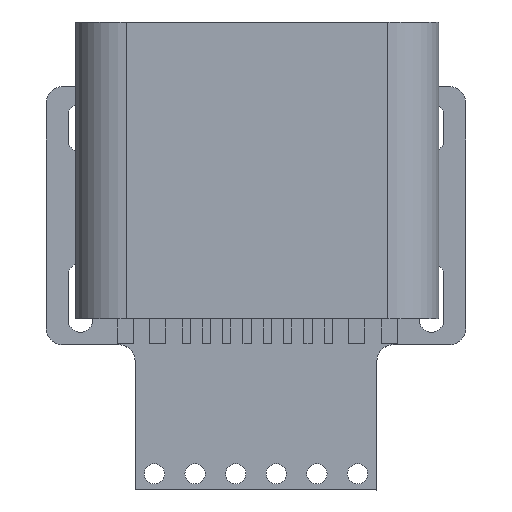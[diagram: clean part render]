
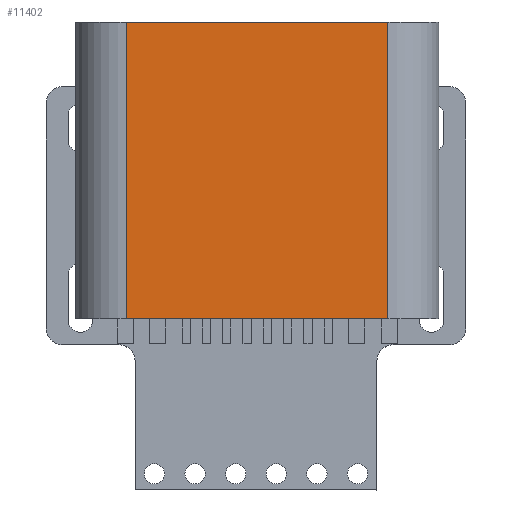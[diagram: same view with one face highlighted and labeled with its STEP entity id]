
A CAD part, top view. The second image highlights one B-rep face of the part: STEP entity #11402.
In plain terms, the highlighted face is planar.
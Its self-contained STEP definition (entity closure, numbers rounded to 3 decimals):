
#2125 = PLANE('',#2126);
#2126 = AXIS2_PLACEMENT_3D('',#2127,#2128,#2129);
#2127 = CARTESIAN_POINT('',(4.47,1.605,-7.3));
#2128 = DIRECTION('',(0.,0.,-1.));
#2129 = DIRECTION('',(-1.,0.,0.));
#4360 = VERTEX_POINT('',#4361);
#4361 = CARTESIAN_POINT('',(1.255,3.21,-7.3));
#4380 = CYLINDRICAL_SURFACE('',#4381,1.255);
#4381 = AXIS2_PLACEMENT_3D('',#4382,#4383,#4384);
#4382 = CARTESIAN_POINT('',(1.255,1.955,0.));
#4383 = DIRECTION('',(0.,0.,-1.));
#4384 = DIRECTION('',(-0.707,0.707,0.));
#4414 = EDGE_CURVE('',#4360,#4415,#4417,.T.);
#4415 = VERTEX_POINT('',#4416);
#4416 = CARTESIAN_POINT('',(7.685,3.21,-7.3));
#4417 = SURFACE_CURVE('',#4418,(#4422,#4429),.PCURVE_S1.);
#4418 = LINE('',#4419,#4420);
#4419 = CARTESIAN_POINT('',(8.94,3.21,-7.3));
#4420 = VECTOR('',#4421,1.);
#4421 = DIRECTION('',(1.,0.,0.));
#4422 = PCURVE('',#2125,#4423);
#4423 = DEFINITIONAL_REPRESENTATION('',(#4424),#4428);
#4424 = LINE('',#4425,#4426);
#4425 = CARTESIAN_POINT('',(-4.47,1.605));
#4426 = VECTOR('',#4427,1.);
#4427 = DIRECTION('',(-1.,0.));
#4428 = ( GEOMETRIC_REPRESENTATION_CONTEXT(2) 
PARAMETRIC_REPRESENTATION_CONTEXT() REPRESENTATION_CONTEXT('2D SPACE',''
  ) );
#4429 = PCURVE('',#4430,#4435);
#4430 = PLANE('',#4431);
#4431 = AXIS2_PLACEMENT_3D('',#4432,#4433,#4434);
#4432 = CARTESIAN_POINT('',(0.,3.21,0.));
#4433 = DIRECTION('',(0.,1.,0.));
#4434 = DIRECTION('',(1.,0.,0.));
#4435 = DEFINITIONAL_REPRESENTATION('',(#4436),#4440);
#4436 = LINE('',#4437,#4438);
#4437 = CARTESIAN_POINT('',(8.94,7.3));
#4438 = VECTOR('',#4439,1.);
#4439 = DIRECTION('',(1.,0.));
#4440 = ( GEOMETRIC_REPRESENTATION_CONTEXT(2) 
PARAMETRIC_REPRESENTATION_CONTEXT() REPRESENTATION_CONTEXT('2D SPACE',''
  ) );
#4463 = CYLINDRICAL_SURFACE('',#4464,1.255);
#4464 = AXIS2_PLACEMENT_3D('',#4465,#4466,#4467);
#4465 = CARTESIAN_POINT('',(7.685,1.955,0.));
#4466 = DIRECTION('',(0.,0.,-1.));
#4467 = DIRECTION('',(0.707,0.707,0.));
#6590 = PLANE('',#6591);
#6591 = AXIS2_PLACEMENT_3D('',#6592,#6593,#6594);
#6592 = CARTESIAN_POINT('',(4.47,1.605,0.));
#6593 = DIRECTION('',(0.,0.,1.));
#6594 = DIRECTION('',(1.,0.,0.));
#11088 = VERTEX_POINT('',#11089);
#11089 = CARTESIAN_POINT('',(7.685,3.21,0.));
#11137 = EDGE_CURVE('',#11088,#11138,#11140,.T.);
#11138 = VERTEX_POINT('',#11139);
#11139 = CARTESIAN_POINT('',(1.255,3.21,0.));
#11140 = SURFACE_CURVE('',#11141,(#11145,#11152),.PCURVE_S1.);
#11141 = LINE('',#11142,#11143);
#11142 = CARTESIAN_POINT('',(8.94,3.21,0.));
#11143 = VECTOR('',#11144,1.);
#11144 = DIRECTION('',(-1.,0.,0.));
#11145 = PCURVE('',#6590,#11146);
#11146 = DEFINITIONAL_REPRESENTATION('',(#11147),#11151);
#11147 = LINE('',#11148,#11149);
#11148 = CARTESIAN_POINT('',(4.47,1.605));
#11149 = VECTOR('',#11150,1.);
#11150 = DIRECTION('',(-1.,0.));
#11151 = ( GEOMETRIC_REPRESENTATION_CONTEXT(2) 
PARAMETRIC_REPRESENTATION_CONTEXT() REPRESENTATION_CONTEXT('2D SPACE',''
  ) );
#11152 = PCURVE('',#4430,#11153);
#11153 = DEFINITIONAL_REPRESENTATION('',(#11154),#11158);
#11154 = LINE('',#11155,#11156);
#11155 = CARTESIAN_POINT('',(8.94,0.));
#11156 = VECTOR('',#11157,1.);
#11157 = DIRECTION('',(-1.,0.));
#11158 = ( GEOMETRIC_REPRESENTATION_CONTEXT(2) 
PARAMETRIC_REPRESENTATION_CONTEXT() REPRESENTATION_CONTEXT('2D SPACE',''
  ) );
#11245 = EDGE_CURVE('',#4415,#11088,#11246,.T.);
#11246 = SURFACE_CURVE('',#11247,(#11251,#11258),.PCURVE_S1.);
#11247 = LINE('',#11248,#11249);
#11248 = CARTESIAN_POINT('',(7.685,3.21,0.));
#11249 = VECTOR('',#11250,1.);
#11250 = DIRECTION('',(0.,0.,1.));
#11251 = PCURVE('',#4463,#11252);
#11252 = DEFINITIONAL_REPRESENTATION('',(#11253),#11257);
#11253 = LINE('',#11254,#11255);
#11254 = CARTESIAN_POINT('',(5.498,0.));
#11255 = VECTOR('',#11256,1.);
#11256 = DIRECTION('',(0.,-1.));
#11257 = ( GEOMETRIC_REPRESENTATION_CONTEXT(2) 
PARAMETRIC_REPRESENTATION_CONTEXT() REPRESENTATION_CONTEXT('2D SPACE',''
  ) );
#11258 = PCURVE('',#4430,#11259);
#11259 = DEFINITIONAL_REPRESENTATION('',(#11260),#11264);
#11260 = LINE('',#11261,#11262);
#11261 = CARTESIAN_POINT('',(7.685,0.));
#11262 = VECTOR('',#11263,1.);
#11263 = DIRECTION('',(0.,-1.));
#11264 = ( GEOMETRIC_REPRESENTATION_CONTEXT(2) 
PARAMETRIC_REPRESENTATION_CONTEXT() REPRESENTATION_CONTEXT('2D SPACE',''
  ) );
#11274 = EDGE_CURVE('',#11138,#4360,#11275,.T.);
#11275 = SURFACE_CURVE('',#11276,(#11280,#11287),.PCURVE_S1.);
#11276 = LINE('',#11277,#11278);
#11277 = CARTESIAN_POINT('',(1.255,3.21,0.));
#11278 = VECTOR('',#11279,1.);
#11279 = DIRECTION('',(0.,0.,-1.));
#11280 = PCURVE('',#4380,#11281);
#11281 = DEFINITIONAL_REPRESENTATION('',(#11282),#11286);
#11282 = LINE('',#11283,#11284);
#11283 = CARTESIAN_POINT('',(7.069,0.));
#11284 = VECTOR('',#11285,1.);
#11285 = DIRECTION('',(0.,1.));
#11286 = ( GEOMETRIC_REPRESENTATION_CONTEXT(2) 
PARAMETRIC_REPRESENTATION_CONTEXT() REPRESENTATION_CONTEXT('2D SPACE',''
  ) );
#11287 = PCURVE('',#4430,#11288);
#11288 = DEFINITIONAL_REPRESENTATION('',(#11289),#11293);
#11289 = LINE('',#11290,#11291);
#11290 = CARTESIAN_POINT('',(1.255,0.));
#11291 = VECTOR('',#11292,1.);
#11292 = DIRECTION('',(0.,1.));
#11293 = ( GEOMETRIC_REPRESENTATION_CONTEXT(2) 
PARAMETRIC_REPRESENTATION_CONTEXT() REPRESENTATION_CONTEXT('2D SPACE',''
  ) );
#11402 = ADVANCED_FACE('',(#11403),#4430,.T.);
#11403 = FACE_BOUND('',#11404,.T.);
#11404 = EDGE_LOOP('',(#11405,#11406,#11407,#11408));
#11405 = ORIENTED_EDGE('',*,*,#11245,.F.);
#11406 = ORIENTED_EDGE('',*,*,#4414,.F.);
#11407 = ORIENTED_EDGE('',*,*,#11274,.F.);
#11408 = ORIENTED_EDGE('',*,*,#11137,.F.);
